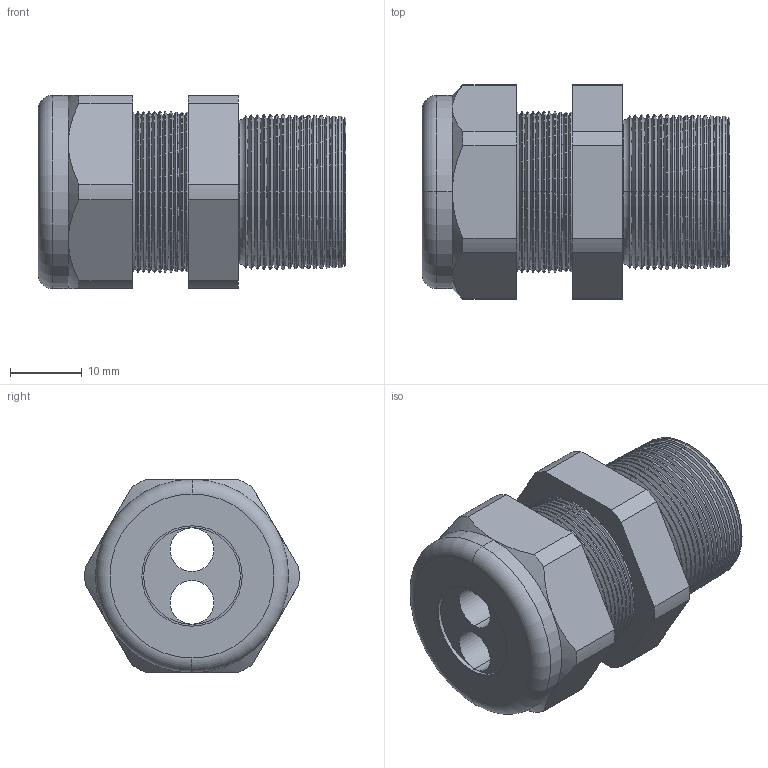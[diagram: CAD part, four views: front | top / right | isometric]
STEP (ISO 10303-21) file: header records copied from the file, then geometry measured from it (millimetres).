
FILE_DESCRIPTION (( 'STEP AP203' ), '1' );
FILE_NAME ('CD16A6-BK.STEP', '2008-06-23T09:12:42', ( 'BSI05' ), ( 'BAYSTATE' ), 'SwSTEP 2.0', 'SolidWorks 2007', '' );
FILE_SCHEMA (( 'CONFIG_CONTROL_DESIGN' ));
Length unit declared in the file: inch
Products named in the file (1): CD16A6-BK
Bounding box: 42.93 x 29.88 x 26.92 mm (x, y, z)
Volume: 14065.5 mm3; surface area: 8549.1 mm2
Topology: 2 solids, 2 shells, 214 faces, 450 edges, 244 vertices
Faces by surface type: cone 164, cylinder 24, plane 20, torus 6
Entity records: 5745 total; most frequent: DIRECTION 1094, CARTESIAN_POINT 993, ORIENTED_EDGE 900, EDGE_CURVE 450, AXIS2_PLACEMENT_3D 441, VERTEX_POINT 244, CIRCLE 226, EDGE_LOOP 224
